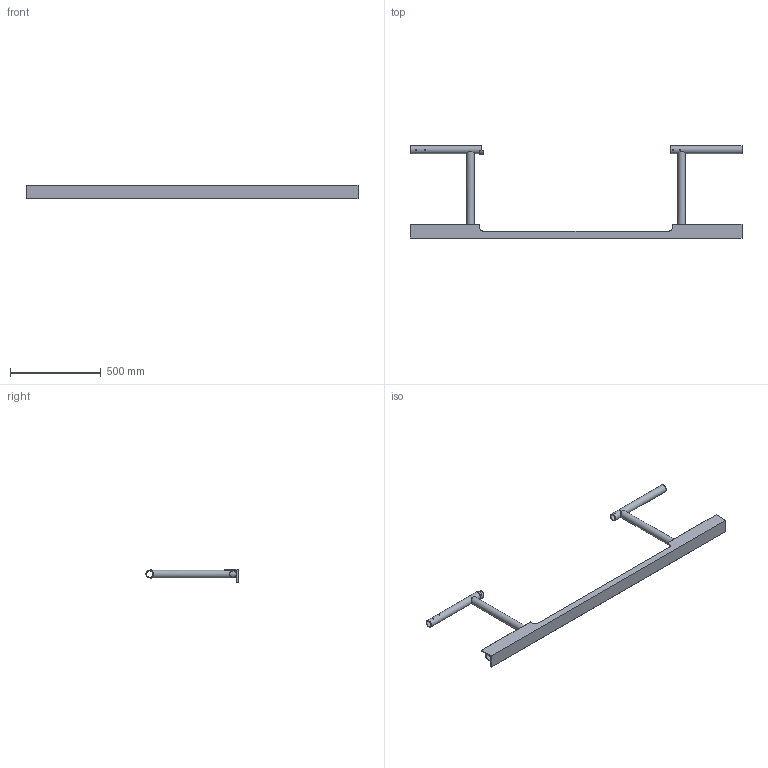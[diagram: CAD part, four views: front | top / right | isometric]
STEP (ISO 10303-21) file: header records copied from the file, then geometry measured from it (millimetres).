
FILE_DESCRIPTION(/* description */ (''),/* implementation_level */ '2;1');
FILE_NAME(/* name */ 'FE-00006.iam.stp',/* time_stamp */ '2018-01-01T11:22:10-08:00',/* author */ ('PhillipD'),/* organization */ (''),/* preprocessor_version */ 'ST-DEVELOPER v16.13',/* originating_system */ 'Autodesk Inventor 2018',/* authorisation */ '');
FILE_SCHEMA (('AUTOMOTIVE_DESIGN { 1 0 10303 214 3 1 1 }'));
Length unit declared in the file: inch
Products named in the file (8): FE-00006; FE-00006-01; FE-00006-02; FE-00006-03; FE-00006-04; FE-00006-05; FE-00006-06; FE-00006-07
Assembly tree (9 placements, depth 2):
  FE-00006
    FE-00006-01
    FE-00006-02  x2
    FE-00006-03
    FE-00006-04
    FE-00006-05
    FE-00006-06
    FE-00006-07  x2
Bounding box: 1828.8 x 507.65 x 76.2 mm (x, y, z)
Volume: 2740933.7 mm3; surface area: 1150111.4 mm2
Topology: 9 solids, 9 shells, 82 faces, 240 edges, 158 vertices
Faces by surface type: cylinder 44, plane 38
Full cylindrical faces by diameter (mm): 4.762 x4, 6.35 x14, 35.052 x6, 42.164 x6
Entity records: 3255 total; most frequent: CARTESIAN_POINT 1392, DIRECTION 304, ORIENTED_EDGE 276, EDGE_CURVE 138, EDGE_LOOP 124, AXIS2_PLACEMENT_3D 118, VERTEX_POINT 106, LINE 68
